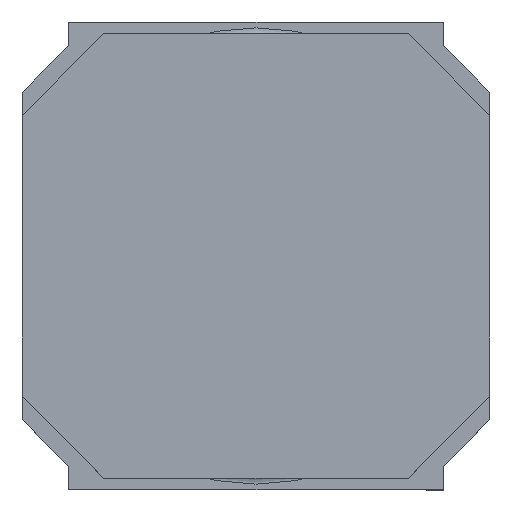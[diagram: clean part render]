
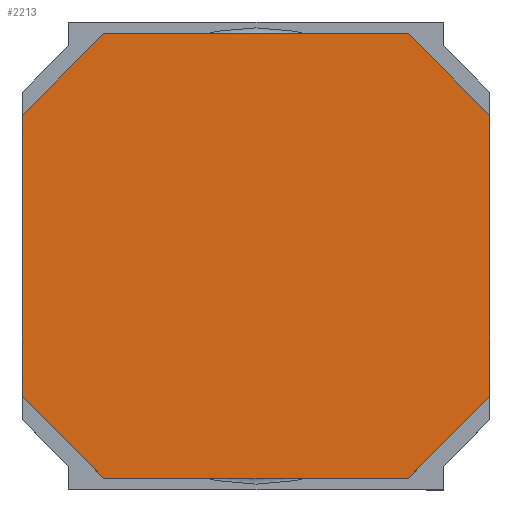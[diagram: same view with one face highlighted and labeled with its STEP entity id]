
A CAD part, top view. The second image highlights one B-rep face of the part: STEP entity #2213.
In plain terms, the highlighted planar face has unit normal (0, 0, 1).
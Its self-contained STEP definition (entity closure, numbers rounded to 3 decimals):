
#15 = CARTESIAN_POINT ( 'NONE',  ( -1.3, -1.9, 1.2 ) ) ;
#40 = EDGE_CURVE ( 'NONE', #2132, #42, #1260, .T. ) ;
#42 = VERTEX_POINT ( 'NONE', #1951 ) ;
#178 = ORIENTED_EDGE ( 'NONE', *, *, #2061, .T. ) ;
#191 = EDGE_LOOP ( 'NONE', ( #2038, #969, #692, #178, #1875, #1068, #407, #327 ) ) ;
#282 = PLANE ( 'NONE',  #512 ) ;
#316 = VECTOR ( 'NONE', #371, 1000. ) ;
#327 = ORIENTED_EDGE ( 'NONE', *, *, #2075, .T. ) ;
#328 = DIRECTION ( 'NONE',  ( 0.707, 0.707, 0. ) ) ;
#371 = DIRECTION ( 'NONE',  ( 0., -1., 0. ) ) ;
#399 = CARTESIAN_POINT ( 'NONE',  ( 2., 1.2, 1.2 ) ) ;
#407 = ORIENTED_EDGE ( 'NONE', *, *, #1380, .T. ) ;
#445 = VECTOR ( 'NONE', #1709, 1000. ) ;
#466 = CARTESIAN_POINT ( 'NONE',  ( 2., 1.2, 1.2 ) ) ;
#493 = CARTESIAN_POINT ( 'NONE',  ( 1.3, 1.9, 1.2 ) ) ;
#512 = AXIS2_PLACEMENT_3D ( 'NONE', #1804, #1447, #1643 ) ;
#526 = EDGE_CURVE ( 'NONE', #42, #1567, #1580, .T. ) ;
#555 = EDGE_CURVE ( 'NONE', #1579, #2056, #1976, .T. ) ;
#565 = DIRECTION ( 'NONE',  ( 0.707, -0.707, 0. ) ) ;
#591 = DIRECTION ( 'NONE',  ( -0.707, 0.707, 0. ) ) ;
#626 = LINE ( 'NONE', #741, #893 ) ;
#637 = VERTEX_POINT ( 'NONE', #399 ) ;
#692 = ORIENTED_EDGE ( 'NONE', *, *, #526, .T. ) ;
#729 = CARTESIAN_POINT ( 'NONE',  ( -2., -1.2, 1.2 ) ) ;
#741 = CARTESIAN_POINT ( 'NONE',  ( 1.3, 1.9, 1.2 ) ) ;
#763 = VECTOR ( 'NONE', #2173, 1000. ) ;
#859 = LINE ( 'NONE', #729, #1077 ) ;
#893 = VECTOR ( 'NONE', #591, 1000. ) ;
#914 = DIRECTION ( 'NONE',  ( -1., 0., 0. ) ) ;
#969 = ORIENTED_EDGE ( 'NONE', *, *, #40, .T. ) ;
#978 = VECTOR ( 'NONE', #328, 1000. ) ;
#1068 = ORIENTED_EDGE ( 'NONE', *, *, #1457, .T. ) ;
#1075 = CARTESIAN_POINT ( 'NONE',  ( -2., -1.2, 1.2 ) ) ;
#1077 = VECTOR ( 'NONE', #565, 1000. ) ;
#1122 = VECTOR ( 'NONE', #1622, 1000. ) ;
#1214 = LINE ( 'NONE', #466, #763 ) ;
#1260 = LINE ( 'NONE', #1782, #1122 ) ;
#1294 = FACE_OUTER_BOUND ( 'NONE', #191, .T. ) ;
#1316 = LINE ( 'NONE', #1763, #2206 ) ;
#1380 = EDGE_CURVE ( 'NONE', #1596, #637, #1214, .T. ) ;
#1396 = CARTESIAN_POINT ( 'NONE',  ( -2., 1.2, 1.2 ) ) ;
#1447 = DIRECTION ( 'NONE',  ( 0., 0., -1. ) ) ;
#1457 = EDGE_CURVE ( 'NONE', #2056, #1596, #1943, .T. ) ;
#1567 = VERTEX_POINT ( 'NONE', #1075 ) ;
#1579 = VERTEX_POINT ( 'NONE', #15 ) ;
#1580 = LINE ( 'NONE', #1396, #316 ) ;
#1596 = VERTEX_POINT ( 'NONE', #1741 ) ;
#1602 = CARTESIAN_POINT ( 'NONE',  ( -1.3, 1.9, 1.2 ) ) ;
#1622 = DIRECTION ( 'NONE',  ( -0.707, -0.707, 0. ) ) ;
#1643 = DIRECTION ( 'NONE',  ( -1., 0., 0. ) ) ;
#1707 = CARTESIAN_POINT ( 'NONE',  ( 1.3, -1.9, 1.2 ) ) ;
#1708 = VERTEX_POINT ( 'NONE', #493 ) ;
#1709 = DIRECTION ( 'NONE',  ( 1., 0., 0. ) ) ;
#1741 = CARTESIAN_POINT ( 'NONE',  ( 2., -1.2, 1.2 ) ) ;
#1763 = CARTESIAN_POINT ( 'NONE',  ( -1.3, 1.9, 1.2 ) ) ;
#1782 = CARTESIAN_POINT ( 'NONE',  ( -1.3, 1.9, 1.2 ) ) ;
#1804 = CARTESIAN_POINT ( 'NONE',  ( 0., 0., 1.2 ) ) ;
#1875 = ORIENTED_EDGE ( 'NONE', *, *, #555, .T. ) ;
#1885 = EDGE_CURVE ( 'NONE', #1708, #2132, #1316, .T. ) ;
#1943 = LINE ( 'NONE', #2057, #978 ) ;
#1951 = CARTESIAN_POINT ( 'NONE',  ( -2., 1.2, 1.2 ) ) ;
#1976 = LINE ( 'NONE', #2052, #445 ) ;
#2038 = ORIENTED_EDGE ( 'NONE', *, *, #1885, .T. ) ;
#2052 = CARTESIAN_POINT ( 'NONE',  ( -1.3, -1.9, 1.2 ) ) ;
#2056 = VERTEX_POINT ( 'NONE', #1707 ) ;
#2057 = CARTESIAN_POINT ( 'NONE',  ( 2., -1.2, 1.2 ) ) ;
#2061 = EDGE_CURVE ( 'NONE', #1567, #1579, #859, .T. ) ;
#2075 = EDGE_CURVE ( 'NONE', #637, #1708, #626, .T. ) ;
#2132 = VERTEX_POINT ( 'NONE', #1602 ) ;
#2173 = DIRECTION ( 'NONE',  ( 0., 1., 0. ) ) ;
#2206 = VECTOR ( 'NONE', #914, 1000. ) ;
#2213 = ADVANCED_FACE ( 'NONE', ( #1294 ), #282, .F. ) ;
